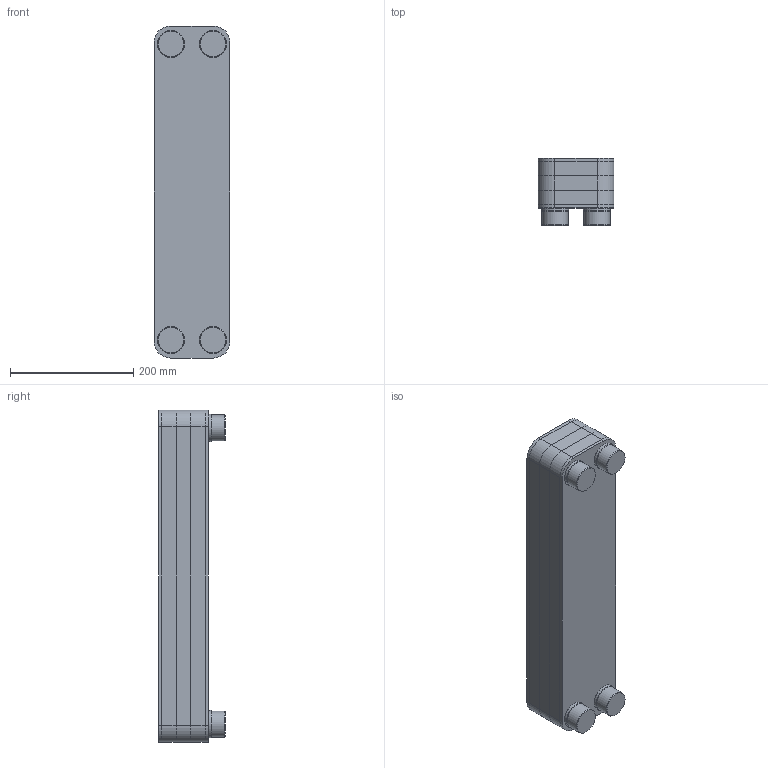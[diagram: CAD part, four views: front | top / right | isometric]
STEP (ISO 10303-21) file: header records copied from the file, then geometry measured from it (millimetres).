
FILE_DESCRIPTION(/* description */ (''),/* implementation_level */ '2;1');
FILE_NAME(/* name */ '3d_RHB60-8025500.stp',/* time_stamp */ '2020-01-10T09:53:05+01:00',/* author */ ('Andrzej'),/* organization */ (''),/* preprocessor_version */ 'ST-DEVELOPER v16.13',/* originating_system */ 'AutoCAD Mechanical',/* authorisation */ '');
FILE_SCHEMA (('AUTOMOTIVE_DESIGN { 1 0 10303 214 3 1 1 }'));
Length unit declared in the file: millimetre
Products named in the file (1): Product
Bounding box: 123 x 108.5 x 538 mm (x, y, z)
Volume: 5437008.8 mm3; surface area: 785054.6 mm2
Topology: 9 solids, 9 shells, 86 faces, 440 edges, 640 vertices
Faces by surface type: plane 42, cylinder 28, cone 12, torus 4
Full cylindrical faces by diameter (mm): 42.4 x4, 44.171 x4
Entity records: 4413 total; most frequent: CARTESIAN_POINT 1143, DIRECTION 794, ORIENTED_EDGE 304, AXIS2_PLACEMENT_3D 291, STYLED_ITEM 273, TRIMMED_CURVE 264, LINE 212, VECTOR 212
